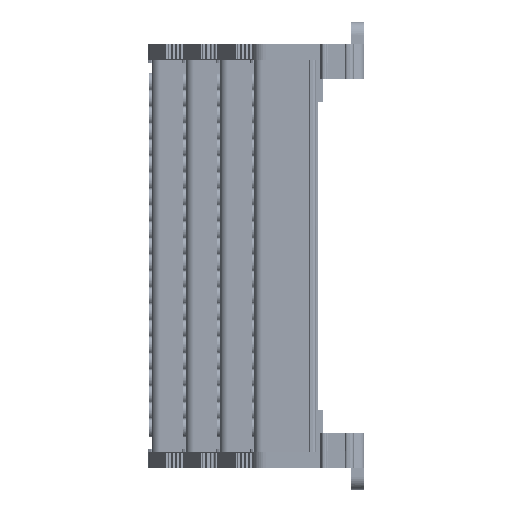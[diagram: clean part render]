
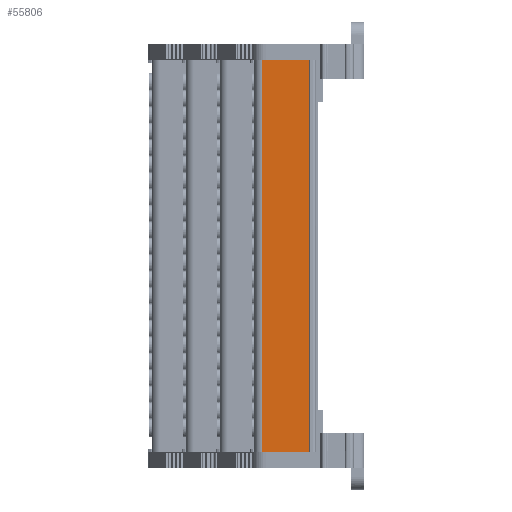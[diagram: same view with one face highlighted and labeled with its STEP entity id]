
A CAD part, left-side view. The second image highlights one B-rep face of the part: STEP entity #55806.
In plain terms, the highlighted planar face has unit normal (-1, 0.018, 0).
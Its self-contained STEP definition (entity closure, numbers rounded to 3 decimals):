
#10096 = CARTESIAN_POINT ( 'NONE',  ( -92.098, 62.376, 225.953 ) ) ;
#10121 = LINE ( 'NONE', #10096, #194123 ) ;
#10265 = DIRECTION ( 'NONE',  ( 0., 0., 1. ) ) ;
#11994 = EDGE_LOOP ( 'NONE', ( #123601, #123620, #123591, #123587 ) ) ;
#15331 = AXIS2_PLACEMENT_3D ( 'NONE', #132138, #132266, #132197 ) ;
#55806 = ADVANCED_FACE ( 'NONE', ( #132222 ), #132117, .T. ) ;
#68063 = LINE ( 'NONE', #68128, #196949 ) ;
#68069 = LINE ( 'NONE', #68084, #196875 ) ;
#68084 = CARTESIAN_POINT ( 'NONE',  ( -91.766, 81.405, 225.953 ) ) ;
#68128 = CARTESIAN_POINT ( 'NONE',  ( -92.098, 62.376, 0.016 ) ) ;
#68144 = DIRECTION ( 'NONE',  ( 0., 0., -1. ) ) ;
#68146 = DIRECTION ( 'NONE',  ( -0.017, -1., 0. ) ) ;
#68385 = CARTESIAN_POINT ( 'NONE',  ( -92.098, 62.376, 149.161 ) ) ;
#68407 = CARTESIAN_POINT ( 'NONE',  ( -91.766, 81.405, 149.161 ) ) ;
#68494 = CARTESIAN_POINT ( 'NONE',  ( -91.987, 68.719, 149.161 ) ) ;
#68506 = CARTESIAN_POINT ( 'NONE',  ( -91.877, 75.062, 149.161 ) ) ;
#106772 = EDGE_CURVE ( 'NONE', #144393, #144384, #68063, .T. ) ;
#106775 = EDGE_CURVE ( 'NONE', #144445, #144393, #68069, .T. ) ;
#106816 = EDGE_CURVE ( 'NONE', #144445, #144440, #165399, .T. ) ;
#106865 = EDGE_CURVE ( 'NONE', #144384, #144440, #10121, .T. ) ;
#109535 = CARTESIAN_POINT ( 'NONE',  ( -91.766, 81.405, 0.016 ) ) ;
#109538 = CARTESIAN_POINT ( 'NONE',  ( -92.098, 62.376, 0.016 ) ) ;
#110023 = CARTESIAN_POINT ( 'NONE',  ( -91.766, 81.405, 149.161 ) ) ;
#110033 = CARTESIAN_POINT ( 'NONE',  ( -92.098, 62.376, 149.161 ) ) ;
#123587 = ORIENTED_EDGE ( 'NONE', *, *, #106865, .T. ) ;
#123591 = ORIENTED_EDGE ( 'NONE', *, *, #106772, .T. ) ;
#123601 = ORIENTED_EDGE ( 'NONE', *, *, #106816, .F. ) ;
#123620 = ORIENTED_EDGE ( 'NONE', *, *, #106775, .T. ) ;
#132117 = PLANE ( 'NONE',  #15331 ) ;
#132138 = CARTESIAN_POINT ( 'NONE',  ( -92.098, 62.376, 225.953 ) ) ;
#132197 = DIRECTION ( 'NONE',  ( -0.017, -1., 0. ) ) ;
#132222 = FACE_OUTER_BOUND ( 'NONE', #11994, .T. ) ;
#132266 = DIRECTION ( 'NONE',  ( -1., 0.017, 0. ) ) ;
#144384 = VERTEX_POINT ( 'NONE', #109538 ) ;
#144393 = VERTEX_POINT ( 'NONE', #109535 ) ;
#144440 = VERTEX_POINT ( 'NONE', #110033 ) ;
#144445 = VERTEX_POINT ( 'NONE', #110023 ) ;
#165399 = B_SPLINE_CURVE_WITH_KNOTS ( 'NONE', 3,
 ( #68407, #68506, #68494, #68385 ),
 .UNSPECIFIED., .F., .F.,
 ( 4, 4 ),
 ( 0., 1. ),
 .UNSPECIFIED. ) ;
#194123 = VECTOR ( 'NONE', #10265, 1000. ) ;
#196875 = VECTOR ( 'NONE', #68144, 1000. ) ;
#196949 = VECTOR ( 'NONE', #68146, 1000. ) ;
